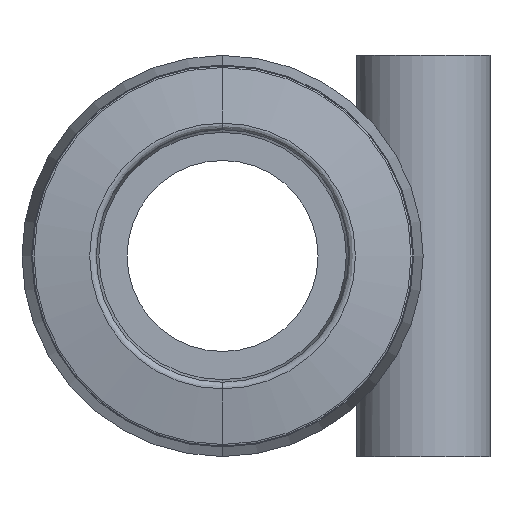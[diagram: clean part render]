
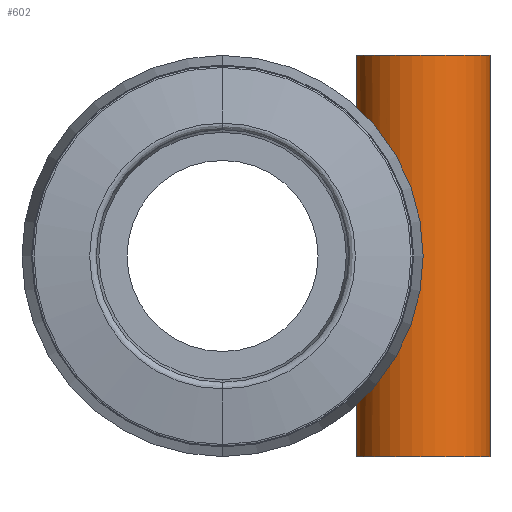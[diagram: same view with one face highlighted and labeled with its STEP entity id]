
A CAD part, front view. The second image highlights one B-rep face of the part: STEP entity #602.
In plain terms, the highlighted cylindrical face has radius 3.5 mm (diameter 7 mm), a partial arc.
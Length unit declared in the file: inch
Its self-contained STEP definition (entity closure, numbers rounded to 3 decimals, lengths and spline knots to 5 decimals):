
#48 = CARTESIAN_POINT ( 'NONE',  ( 0.27559, 0., 0. ) ) ;
#85 = EDGE_CURVE ( 'NONE', #249, #843, #1519, .T. ) ;
#150 = EDGE_CURVE ( 'NONE', #2258, #1915, #1332, .T. ) ;
#167 = VERTEX_POINT ( 'NONE', #551 ) ;
#204 = CARTESIAN_POINT ( 'NONE',  ( 0.29253, -0.0665, -0.14137 ) ) ;
#214 = CARTESIAN_POINT ( 'NONE',  ( 0.31124, -0.09255, 0.09334 ) ) ;
#249 = VERTEX_POINT ( 'NONE', #2963 ) ;
#356 = CIRCLE ( 'NONE', #624, 0.1378 ) ;
#463 = CARTESIAN_POINT ( 'NONE',  ( 0.30237, -0.08178, -0.11894 ) ) ;
#470 = CARTESIAN_POINT ( 'NONE',  ( 0.3024, -0.08181, 0.11888 ) ) ;
#479 = ORIENTED_EDGE ( 'NONE', *, *, #85, .T. ) ;
#501 = ORIENTED_EDGE ( 'NONE', *, *, #150, .F. ) ;
#525 = CARTESIAN_POINT ( 'NONE',  ( 0.27559, 0., -0.17189 ) ) ;
#551 = CARTESIAN_POINT ( 'NONE',  ( 0.27559, 0., 0.17189 ) ) ;
#602 = ADVANCED_FACE ( 'NONE', ( #2278 ), #2156, .T. ) ;
#623 = DIRECTION ( 'NONE',  ( 0., 0., 1. ) ) ;
#624 = AXIS2_PLACEMENT_3D ( 'NONE', #2680, #1262, #2920 ) ;
#644 = CARTESIAN_POINT ( 'NONE',  ( 0.55118, 0., 0. ) ) ;
#678 = CARTESIAN_POINT ( 'NONE',  ( 0.27559, 0., -0.17189 ) ) ;
#687 = CARTESIAN_POINT ( 'NONE',  ( 0.3164, -0.09799, -0.07584 ) ) ;
#703 = CARTESIAN_POINT ( 'NONE',  ( 0.29252, -0.06648, 0.14139 ) ) ;
#713 = DIRECTION ( 'NONE',  ( 0., 0., 1. ) ) ;
#722 = ORIENTED_EDGE ( 'NONE', *, *, #2220, .F. ) ;
#727 = CARTESIAN_POINT ( 'NONE',  ( 0.27559, 0., -0.41339 ) ) ;
#768 = CIRCLE ( 'NONE', #809, 0.1378 ) ;
#809 = AXIS2_PLACEMENT_3D ( 'NONE', #2392, #1008, #2638 ) ;
#843 = VERTEX_POINT ( 'NONE', #2494 ) ;
#853 = CARTESIAN_POINT ( 'NONE',  ( 0.27559, 0., 0. ) ) ;
#891 = DIRECTION ( 'NONE',  ( 0., 0., 1. ) ) ;
#899 = CARTESIAN_POINT ( 'NONE',  ( 0.27559, 0., 0.41339 ) ) ;
#931 = CARTESIAN_POINT ( 'NONE',  ( 0.3227, -0.10375, -0.03812 ) ) ;
#939 = CARTESIAN_POINT ( 'NONE',  ( 0.28313, -0.04562, 0.1593 ) ) ;
#940 = EDGE_CURVE ( 'NONE', #167, #1196, #1492, .T. ) ;
#1008 = DIRECTION ( 'NONE',  ( 0., 0., 1. ) ) ;
#1156 = CARTESIAN_POINT ( 'NONE',  ( 0.27684, -0.01913, -0.16987 ) ) ;
#1160 = CARTESIAN_POINT ( 'NONE',  ( 0.3248, -0.10555, -0.00955 ) ) ;
#1169 = CARTESIAN_POINT ( 'NONE',  ( 0.2776, -0.02387, 0.16864 ) ) ;
#1196 = VERTEX_POINT ( 'NONE', #899 ) ;
#1204 = ORIENTED_EDGE ( 'NONE', *, *, #1307, .T. ) ;
#1262 = DIRECTION ( 'NONE',  ( 0., 0., -1. ) ) ;
#1307 = EDGE_CURVE ( 'NONE', #843, #1196, #356, .T. ) ;
#1332 = LINE ( 'NONE', #48, #1335 ) ;
#1335 = VECTOR ( 'NONE', #713, 39.37008 ) ;
#1364 = CARTESIAN_POINT ( 'NONE',  ( 0.28041, -0.03727, -0.16395 ) ) ;
#1375 = CARTESIAN_POINT ( 'NONE',  ( 0.32305, -0.10415, 0.03861 ) ) ;
#1385 = CARTESIAN_POINT ( 'NONE',  ( 0.27584, -0.00963, 0.17149 ) ) ;
#1458 = VECTOR ( 'NONE', #891, 39.37008 ) ;
#1492 = LINE ( 'NONE', #853, #1458 ) ;
#1519 = LINE ( 'NONE', #644, #2565 ) ;
#1600 = CARTESIAN_POINT ( 'NONE',  ( 0.28915, -0.06013, -0.14808 ) ) ;
#1608 = CARTESIAN_POINT ( 'NONE',  ( 0.31603, -0.09758, 0.07554 ) ) ;
#1617 = CARTESIAN_POINT ( 'NONE',  ( 0.27559, 0., 0.17189 ) ) ;
#1829 = CARTESIAN_POINT ( 'NONE',  ( 0.29912, -0.07727, -0.12684 ) ) ;
#1841 = CARTESIAN_POINT ( 'NONE',  ( 0.30847, -0.08947, 0.10209 ) ) ;
#1857 = AXIS2_PLACEMENT_3D ( 'NONE', #2605, #2585, #2335 ) ;
#1913 = B_SPLINE_CURVE_WITH_KNOTS ( 'NONE', 3,
 ( #678, #2052, #2553, #1156, #2793, #1364, #3031, #1600, #204, #1829, #463, #2067, #687, #2312, #931, #2562, #1160, #2802, #1375, #3042, #1608, #214, #1841, #470, #2074, #703, #2325, #939, #2573, #1169, #2812, #1385, #3054, #1617 ),
 .UNSPECIFIED., .F., .F.,
 ( 4, 2, 2, 2, 2, 2, 2, 2, 2, 2, 2, 2, 2, 2, 2, 2, 4 ),
 ( 0.00584, 0.00621, 0.00657, 0.0073, 0.00804, 0.00877, 0.01023, 0.01096, 0.01169, 0.01315, 0.01388, 0.01461, 0.01534, 0.01607, 0.0168, 0.01717, 0.01753 ),
 .UNSPECIFIED. ) ;
#1915 = VERTEX_POINT ( 'NONE', #525 ) ;
#2052 = CARTESIAN_POINT ( 'NONE',  ( 0.27559, -0.00484, -0.17189 ) ) ;
#2067 = CARTESIAN_POINT ( 'NONE',  ( 0.31149, -0.09327, -0.09376 ) ) ;
#2074 = CARTESIAN_POINT ( 'NONE',  ( 0.29915, -0.07732, 0.12677 ) ) ;
#2156 = CYLINDRICAL_SURFACE ( 'NONE', #1857, 0.1378 ) ;
#2179 = ORIENTED_EDGE ( 'NONE', *, *, #2410, .T. ) ;
#2220 = EDGE_CURVE ( 'NONE', #1915, #167, #1913, .T. ) ;
#2248 = ORIENTED_EDGE ( 'NONE', *, *, #940, .F. ) ;
#2258 = VERTEX_POINT ( 'NONE', #727 ) ;
#2278 = FACE_OUTER_BOUND ( 'NONE', #2561, .T. ) ;
#2312 = CARTESIAN_POINT ( 'NONE',  ( 0.32143, -0.10265, -0.04764 ) ) ;
#2325 = CARTESIAN_POINT ( 'NONE',  ( 0.28915, -0.06013, 0.14808 ) ) ;
#2335 = DIRECTION ( 'NONE',  ( 1., 0., 0. ) ) ;
#2392 = CARTESIAN_POINT ( 'NONE',  ( 0.41339, 0., -0.41339 ) ) ;
#2410 = EDGE_CURVE ( 'NONE', #2258, #249, #768, .T. ) ;
#2494 = CARTESIAN_POINT ( 'NONE',  ( 0.55118, 0., 0.41339 ) ) ;
#2553 = CARTESIAN_POINT ( 'NONE',  ( 0.27584, -0.00963, -0.17149 ) ) ;
#2561 = EDGE_LOOP ( 'NONE', ( #501, #2179, #479, #1204, #2248, #722 ) ) ;
#2562 = CARTESIAN_POINT ( 'NONE',  ( 0.32438, -0.1052, -0.01909 ) ) ;
#2565 = VECTOR ( 'NONE', #623, 39.37008 ) ;
#2573 = CARTESIAN_POINT ( 'NONE',  ( 0.28042, -0.03729, 0.16394 ) ) ;
#2585 = DIRECTION ( 'NONE',  ( 0., 0., 1. ) ) ;
#2605 = CARTESIAN_POINT ( 'NONE',  ( 0.41339, 0., 0. ) ) ;
#2638 = DIRECTION ( 'NONE',  ( 1., 0., 0. ) ) ;
#2680 = CARTESIAN_POINT ( 'NONE',  ( 0.41339, 0., 0.41339 ) ) ;
#2793 = CARTESIAN_POINT ( 'NONE',  ( 0.27759, -0.02384, -0.16865 ) ) ;
#2802 = CARTESIAN_POINT ( 'NONE',  ( 0.3248, -0.10555, 0.01916 ) ) ;
#2812 = CARTESIAN_POINT ( 'NONE',  ( 0.27684, -0.01915, 0.16987 ) ) ;
#2920 = DIRECTION ( 'NONE',  ( 1., 0., 0. ) ) ;
#2963 = CARTESIAN_POINT ( 'NONE',  ( 0.55118, 0., -0.41339 ) ) ;
#3031 = CARTESIAN_POINT ( 'NONE',  ( 0.28311, -0.04559, -0.15933 ) ) ;
#3042 = CARTESIAN_POINT ( 'NONE',  ( 0.31807, -0.09954, 0.06644 ) ) ;
#3054 = CARTESIAN_POINT ( 'NONE',  ( 0.27559, -0.00483, 0.17189 ) ) ;
